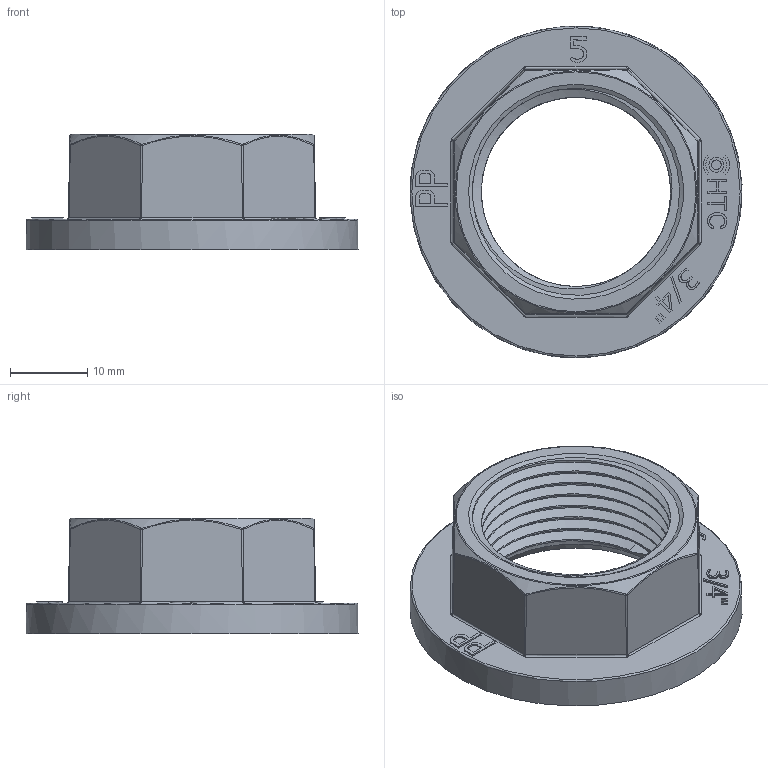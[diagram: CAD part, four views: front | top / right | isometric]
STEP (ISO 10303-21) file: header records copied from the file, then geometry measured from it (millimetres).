
FILE_DESCRIPTION(/* description */ (''),/* implementation_level */ '2;1');
FILE_NAME(/* name */ '3-4螺帽.stp',/* time_stamp */ '2025-09-26T17:01:22+08:00',/* author */ (''),/* organization */ (''),/* preprocessor_version */ 'ST-DEVELOPER v16.7',/* originating_system */ 'SIEMENS PLM Software NX 12.0',/* authorisation */ '');
FILE_SCHEMA (('AUTOMOTIVE_DESIGN { 1 0 10303 214 3 1 1 1 }'));
Length unit declared in the file: millimetre
Products named in the file (1): Admi2DF820695cvx
Bounding box: 42.96 x 42.96 x 15 mm (x, y, z)
Volume: 6995.3 mm3; surface area: 5464 mm2
Topology: 1 solids, 1 shells, 261 faces, 668 edges, 436 vertices
Faces by surface type: plane 123, bspline 52, extrusion 50, cone 20, cylinder 14, torus 2
Full cylindrical faces by diameter (mm): 1.248 x1, 1.929 x1, 26.8 x7
Entity records: 10941 total; most frequent: CARTESIAN_POINT 5573, ORIENTED_EDGE 1272, DIRECTION 749, EDGE_CURVE 636, VERTEX_POINT 419, B_SPLINE_CURVE_WITH_KNOTS 384, EDGE_LOOP 293, VECTOR 265
